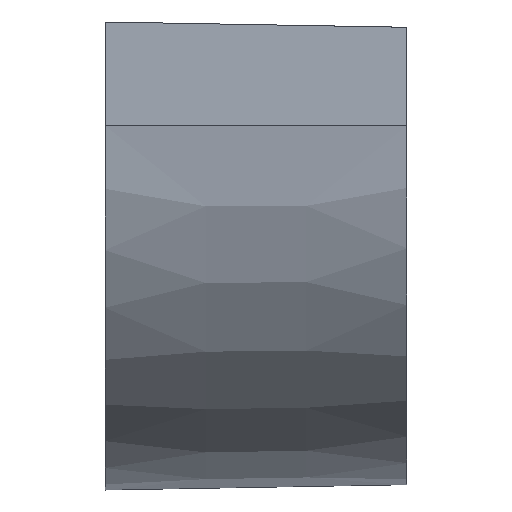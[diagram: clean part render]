
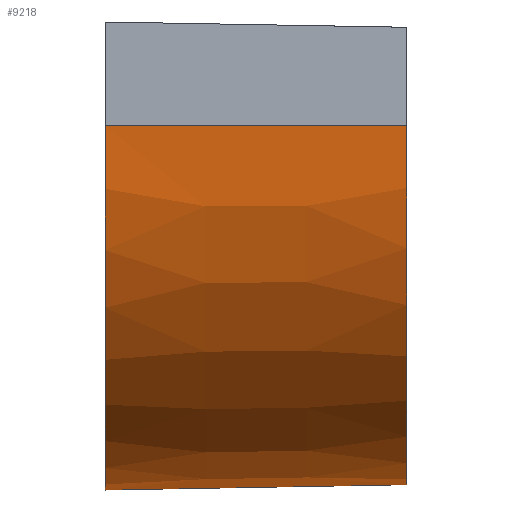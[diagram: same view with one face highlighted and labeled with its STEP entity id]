
A CAD part, left-side view. The second image highlights one B-rep face of the part: STEP entity #9218.
In plain terms, the highlighted conical face has half-angle 1 degrees and reference radius 20.1 mm.
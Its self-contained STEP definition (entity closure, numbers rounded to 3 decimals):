
#220 = VECTOR ( 'NONE', #3319, 1000. ) ;
#413 = DIRECTION ( 'NONE',  ( 0., 1., 0. ) ) ;
#445 = CIRCLE ( 'NONE', #4582, 20.1 ) ;
#1028 = EDGE_LOOP ( 'NONE', ( #9538, #9343, #1340, #10184 ) ) ;
#1075 = EDGE_CURVE ( 'NONE', #7471, #10025, #445, .T. ) ;
#1340 = ORIENTED_EDGE ( 'NONE', *, *, #4010, .F. ) ;
#1366 = CARTESIAN_POINT ( 'NONE',  ( 20.1, -8.45, -5.5 ) ) ;
#1526 = EDGE_CURVE ( 'NONE', #2378, #7471, #10177, .T. ) ;
#1925 = CARTESIAN_POINT ( 'NONE',  ( 0., -8.45, -5.5 ) ) ;
#2231 = DIRECTION ( 'NONE',  ( 0., 1., 0. ) ) ;
#2378 = VERTEX_POINT ( 'NONE', #10738 ) ;
#2498 = AXIS2_PLACEMENT_3D ( 'NONE', #5649, #413, #6482 ) ;
#3099 = FACE_OUTER_BOUND ( 'NONE', #1028, .T. ) ;
#3319 = DIRECTION ( 'NONE',  ( 0.017, -1., 0. ) ) ;
#3811 = CARTESIAN_POINT ( 'NONE',  ( 20.1, -8.45, -25.6 ) ) ;
#4010 = EDGE_CURVE ( 'NONE', #2378, #4860, #5179, .T. ) ;
#4582 = AXIS2_PLACEMENT_3D ( 'NONE', #7371, #2231, #8196 ) ;
#4860 = VERTEX_POINT ( 'NONE', #6303 ) ;
#5179 = CIRCLE ( 'NONE', #2498, 20.395 ) ;
#5545 = AXIS2_PLACEMENT_3D ( 'NONE', #1366, #7385, #5711 ) ;
#5649 = CARTESIAN_POINT ( 'NONE',  ( 20.1, 8.45, -5.5 ) ) ;
#5711 = DIRECTION ( 'NONE',  ( 0., 0., -1. ) ) ;
#6303 = CARTESIAN_POINT ( 'NONE',  ( -0.295, 8.45, -5.5 ) ) ;
#6482 = DIRECTION ( 'NONE',  ( 0., 0., -1. ) ) ;
#7108 = CONICAL_SURFACE ( 'NONE', #5545, 20.1, 0.017 ) ;
#7371 = CARTESIAN_POINT ( 'NONE',  ( 20.1, -8.45, -5.5 ) ) ;
#7379 = LINE ( 'NONE', #8388, #220 ) ;
#7385 = DIRECTION ( 'NONE',  ( 0., 1., 0. ) ) ;
#7471 = VERTEX_POINT ( 'NONE', #7703 ) ;
#7703 = CARTESIAN_POINT ( 'NONE',  ( 20.1, -8.45, -25.6 ) ) ;
#7736 = VECTOR ( 'NONE', #9607, 1000. ) ;
#8196 = DIRECTION ( 'NONE',  ( 0., 0., -1. ) ) ;
#8388 = CARTESIAN_POINT ( 'NONE',  ( 0., -8.45, -5.5 ) ) ;
#9218 = ADVANCED_FACE ( 'NONE', ( #3099 ), #7108, .T. ) ;
#9295 = EDGE_CURVE ( 'NONE', #4860, #10025, #7379, .T. ) ;
#9343 = ORIENTED_EDGE ( 'NONE', *, *, #9295, .F. ) ;
#9538 = ORIENTED_EDGE ( 'NONE', *, *, #1075, .T. ) ;
#9607 = DIRECTION ( 'NONE',  ( 0., -1., 0.017 ) ) ;
#10025 = VERTEX_POINT ( 'NONE', #1925 ) ;
#10177 = LINE ( 'NONE', #3811, #7736 ) ;
#10184 = ORIENTED_EDGE ( 'NONE', *, *, #1526, .T. ) ;
#10738 = CARTESIAN_POINT ( 'NONE',  ( 20.1, 8.45, -25.895 ) ) ;
